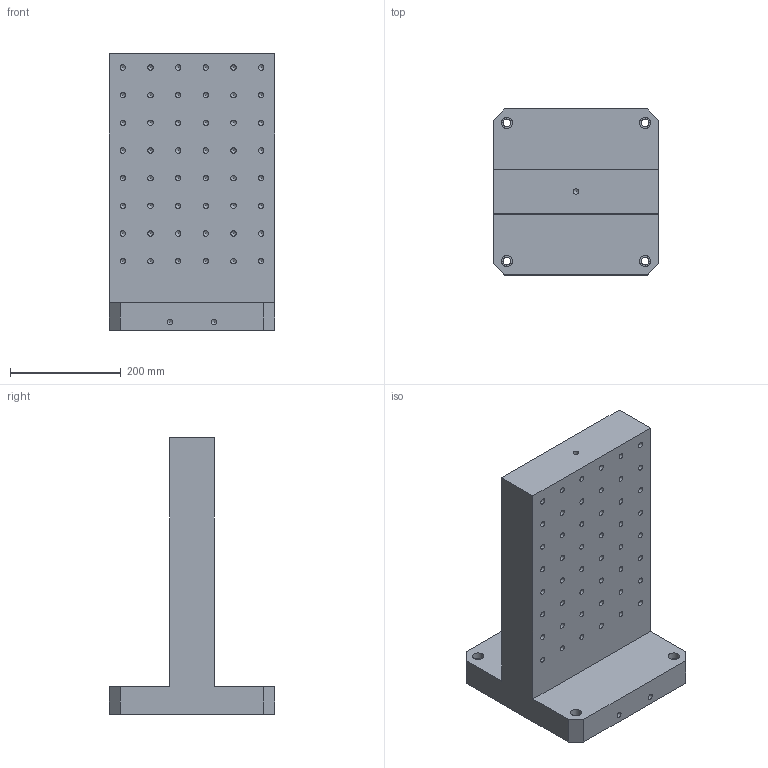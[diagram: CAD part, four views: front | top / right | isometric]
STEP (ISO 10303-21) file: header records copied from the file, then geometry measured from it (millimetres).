
FILE_DESCRIPTION( ( 'Unknown' ), '1' );
FILE_NAME( 'BP11-300300-0500-12.stp', 'Unknown', ( 'S.C.H' ), ( 'Unknown' ), 'XStep 1.0', 'Unknown', ' ' );
FILE_SCHEMA( ( 'CONFIG_CONTROL_DESIGN' ) );
Length unit declared in the file: millimetre
Products named in the file (1): 1
Bounding box: 300 x 300 x 500 mm (x, y, z)
Volume: 14935223.5 mm3; surface area: 697789.9 mm2
Topology: 1 solids, 1 shells, 226 faces, 664 edges, 444 vertices
Faces by surface type: cylinder 108, cone 100, plane 18
Full cylindrical faces by diameter (mm): 10.106 x100, 14 x4, 20 x4
Entity records: 5160 total; most frequent: DIRECTION 922, CARTESIAN_POINT 819, ORIENTED_EDGE 504, EDGE_LOOP 446, AXIS2_PLACEMENT_3D 443, VERTEX_POINT 340, FACE_OUTER_BOUND 334, EDGE_CURVE 252
